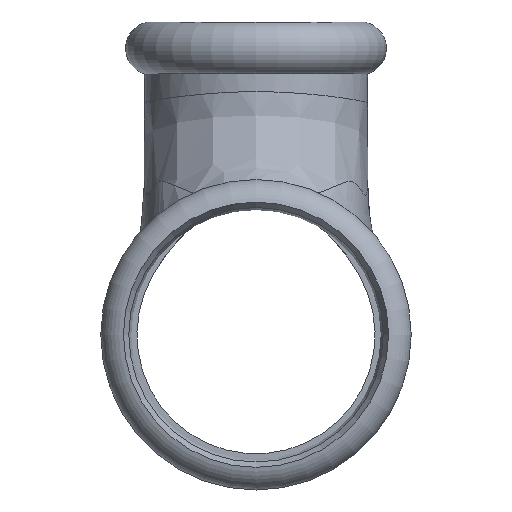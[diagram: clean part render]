
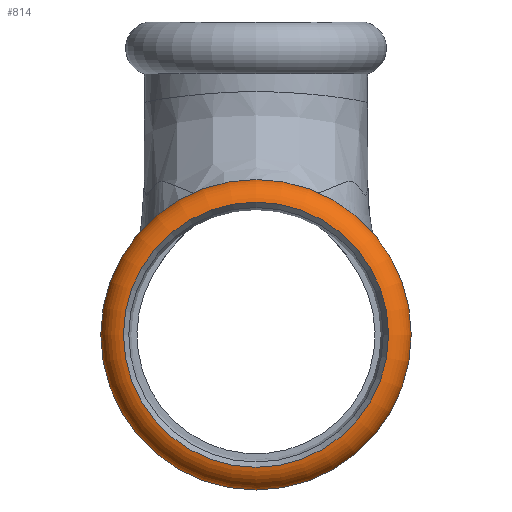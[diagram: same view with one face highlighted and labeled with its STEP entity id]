
A CAD part, left-side view. The second image highlights one B-rep face of the part: STEP entity #814.
In plain terms, the highlighted toroidal (fillet/blend) face has major radius 18.097 mm and minor radius 3.755 mm.
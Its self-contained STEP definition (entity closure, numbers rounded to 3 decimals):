
#133=FACE_OUTER_BOUND('',#173,.T.);
#173=EDGE_LOOP('',(#548,#549,#550,#551,#552,#553,#554,#555));
#227=CIRCLE('',#892,19.2);
#228=CIRCLE('',#893,19.2);
#229=CIRCLE('',#894,3.755);
#230=CIRCLE('',#895,18.65);
#231=CIRCLE('',#896,18.65);
#232=CIRCLE('',#897,18.65);
#233=CIRCLE('',#898,19.2);
#297=VERTEX_POINT('',#1226);
#298=VERTEX_POINT('',#1227);
#299=VERTEX_POINT('',#1229);
#300=VERTEX_POINT('',#1231);
#301=VERTEX_POINT('',#1233);
#302=VERTEX_POINT('',#1235);
#400=EDGE_CURVE('',#297,#298,#227,.T.);
#401=EDGE_CURVE('',#299,#297,#228,.T.);
#402=EDGE_CURVE('',#299,#300,#229,.T.);
#403=EDGE_CURVE('',#300,#301,#230,.T.);
#404=EDGE_CURVE('',#301,#302,#231,.T.);
#405=EDGE_CURVE('',#302,#300,#232,.T.);
#406=EDGE_CURVE('',#298,#299,#233,.T.);
#548=ORIENTED_EDGE('',*,*,#400,.F.);
#549=ORIENTED_EDGE('',*,*,#401,.F.);
#550=ORIENTED_EDGE('',*,*,#402,.T.);
#551=ORIENTED_EDGE('',*,*,#403,.T.);
#552=ORIENTED_EDGE('',*,*,#404,.T.);
#553=ORIENTED_EDGE('',*,*,#405,.T.);
#554=ORIENTED_EDGE('',*,*,#402,.F.);
#555=ORIENTED_EDGE('',*,*,#406,.F.);
#803=TOROIDAL_SURFACE('',#891,18.097,3.755);
#814=ADVANCED_FACE('',(#133),#803,.T.);
#891=AXIS2_PLACEMENT_3D('',#1225,#1016,#1017);
#892=AXIS2_PLACEMENT_3D('',#1228,#1018,#1019);
#893=AXIS2_PLACEMENT_3D('',#1230,#1020,#1021);
#894=AXIS2_PLACEMENT_3D('',#1232,#1022,#1023);
#895=AXIS2_PLACEMENT_3D('',#1234,#1024,#1025);
#896=AXIS2_PLACEMENT_3D('',#1236,#1026,#1027);
#897=AXIS2_PLACEMENT_3D('',#1237,#1028,#1029);
#898=AXIS2_PLACEMENT_3D('',#1238,#1030,#1031);
#1016=DIRECTION('center_axis',(1.,0.,0.));
#1017=DIRECTION('ref_axis',(0.,0.,1.));
#1018=DIRECTION('center_axis',(1.,0.,0.));
#1019=DIRECTION('ref_axis',(0.,1.,0.));
#1020=DIRECTION('center_axis',(1.,0.,0.));
#1021=DIRECTION('ref_axis',(0.,1.,0.));
#1022=DIRECTION('center_axis',(0.,1.,0.));
#1023=DIRECTION('ref_axis',(0.,0.,-1.));
#1024=DIRECTION('center_axis',(1.,0.,0.));
#1025=DIRECTION('ref_axis',(0.,1.,0.));
#1026=DIRECTION('center_axis',(1.,0.,0.));
#1027=DIRECTION('ref_axis',(0.,1.,0.));
#1028=DIRECTION('center_axis',(1.,0.,0.));
#1029=DIRECTION('ref_axis',(0.,1.,0.));
#1030=DIRECTION('center_axis',(1.,0.,0.));
#1031=DIRECTION('ref_axis',(0.,1.,0.));
#1225=CARTESIAN_POINT('Origin',(-46.286,0.,0.));
#1226=CARTESIAN_POINT('',(-42.697,19.2,0.));
#1227=CARTESIAN_POINT('',(-42.697,-19.2,0.));
#1228=CARTESIAN_POINT('Origin',(-42.697,0.,0.));
#1229=CARTESIAN_POINT('',(-42.697,0.,-19.2));
#1230=CARTESIAN_POINT('Origin',(-42.697,0.,0.));
#1231=CARTESIAN_POINT('',(-50.,0.,-18.65));
#1232=CARTESIAN_POINT('Origin',(-46.286,0.,
-18.097));
#1233=CARTESIAN_POINT('',(-50.,18.65,0.));
#1234=CARTESIAN_POINT('Origin',(-50.,0.,0.));
#1235=CARTESIAN_POINT('',(-50.,-18.65,0.));
#1236=CARTESIAN_POINT('Origin',(-50.,0.,0.));
#1237=CARTESIAN_POINT('Origin',(-50.,0.,0.));
#1238=CARTESIAN_POINT('Origin',(-42.697,0.,0.));
